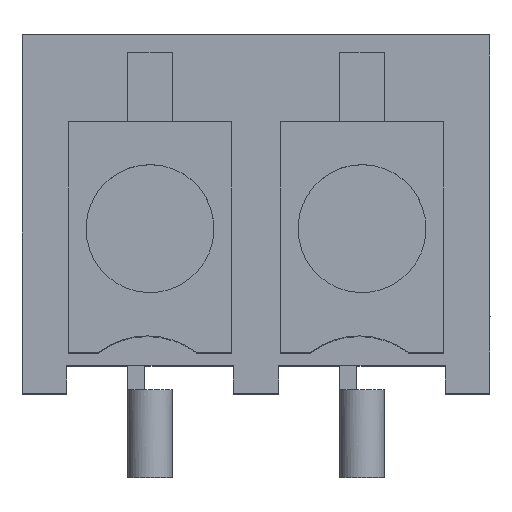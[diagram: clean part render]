
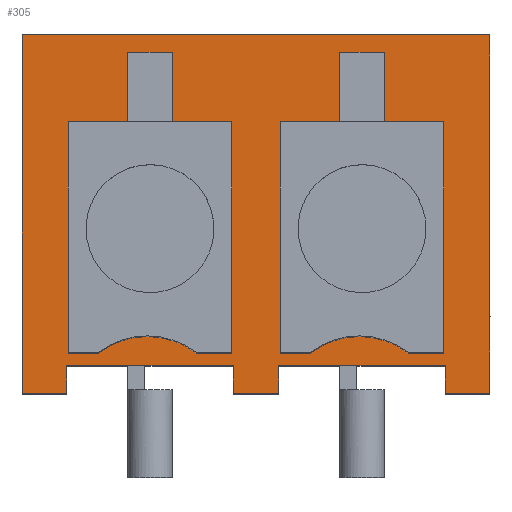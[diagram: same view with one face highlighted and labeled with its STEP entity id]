
A CAD part, top view. The second image highlights one B-rep face of the part: STEP entity #305.
In plain terms, the highlighted planar face has unit normal (0, 0, 1).
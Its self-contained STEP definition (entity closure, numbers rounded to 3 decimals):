
#105=AXIS2_PLACEMENT_3D('Plane Axis2P3D',#102,#103,#104) ;
#207=AXIS2_PLACEMENT_3D('Circle Axis2P3D',#205,#206,$) ;
#266=AXIS2_PLACEMENT_3D('Circle Axis2P3D',#264,#265,$) ;
#40=CARTESIAN_POINT('Vertex',(0.8,1.5,7.9)) ;
#45=CARTESIAN_POINT('Line Origine',(0.4,1.5,7.9)) ;
#49=CARTESIAN_POINT('Vertex',(0.,1.5,7.9)) ;
#87=CARTESIAN_POINT('Vertex',(0.8,2.,7.9)) ;
#90=CARTESIAN_POINT('Line Origine',(0.8,1.75,7.9)) ;
#102=CARTESIAN_POINT('Axis2P3D Location',(-4.85,0.,7.9)) ;
#107=CARTESIAN_POINT('Line Origine',(4.205,7.95,7.9)) ;
#111=CARTESIAN_POINT('Vertex',(8.41,7.95,7.9)) ;
#113=CARTESIAN_POINT('Vertex',(0.,7.95,7.9)) ;
#116=CARTESIAN_POINT('Line Origine',(0.,4.725,7.9)) ;
#121=CARTESIAN_POINT('Line Origine',(2.3,2.,7.9)) ;
#125=CARTESIAN_POINT('Vertex',(3.8,2.,7.9)) ;
#128=CARTESIAN_POINT('Line Origine',(3.8,1.75,7.9)) ;
#132=CARTESIAN_POINT('Vertex',(3.8,1.5,7.9)) ;
#135=CARTESIAN_POINT('Line Origine',(4.205,1.5,7.9)) ;
#139=CARTESIAN_POINT('Vertex',(4.61,1.5,7.9)) ;
#142=CARTESIAN_POINT('Line Origine',(4.61,1.75,7.9)) ;
#146=CARTESIAN_POINT('Vertex',(4.61,2.,7.9)) ;
#149=CARTESIAN_POINT('Line Origine',(6.11,2.,7.9)) ;
#153=CARTESIAN_POINT('Vertex',(7.61,2.,7.9)) ;
#156=CARTESIAN_POINT('Line Origine',(7.61,1.75,7.9)) ;
#160=CARTESIAN_POINT('Vertex',(7.61,1.5,7.9)) ;
#163=CARTESIAN_POINT('Line Origine',(8.01,1.5,7.9)) ;
#167=CARTESIAN_POINT('Vertex',(8.41,1.5,7.9)) ;
#170=CARTESIAN_POINT('Line Origine',(8.41,1.575,7.9)) ;
#174=CARTESIAN_POINT('Vertex',(8.41,1.65,7.9)) ;
#177=CARTESIAN_POINT('Line Origine',(8.41,4.45,7.9)) ;
#181=CARTESIAN_POINT('Vertex',(8.41,7.25,7.9)) ;
#184=CARTESIAN_POINT('Line Origine',(8.41,7.6,7.9)) ;
#205=CARTESIAN_POINT('Axis2P3D Location',(6.06,1.08,7.9)) ;
#209=CARTESIAN_POINT('Vertex',(5.18,2.222,7.9)) ;
#211=CARTESIAN_POINT('Vertex',(6.941,2.222,7.9)) ;
#214=CARTESIAN_POINT('Line Origine',(4.909,2.222,7.9)) ;
#218=CARTESIAN_POINT('Vertex',(4.637,2.222,7.9)) ;
#221=CARTESIAN_POINT('Line Origine',(4.637,4.296,7.9)) ;
#225=CARTESIAN_POINT('Vertex',(4.637,6.37,7.9)) ;
#228=CARTESIAN_POINT('Line Origine',(6.11,6.37,7.9)) ;
#232=CARTESIAN_POINT('Vertex',(7.583,6.37,7.9)) ;
#235=CARTESIAN_POINT('Line Origine',(7.583,4.296,7.9)) ;
#239=CARTESIAN_POINT('Vertex',(7.583,2.222,7.9)) ;
#242=CARTESIAN_POINT('Line Origine',(7.262,2.222,7.9)) ;
#255=CARTESIAN_POINT('Line Origine',(3.452,2.222,7.9)) ;
#259=CARTESIAN_POINT('Vertex',(3.131,2.222,7.9)) ;
#261=CARTESIAN_POINT('Vertex',(3.773,2.222,7.9)) ;
#264=CARTESIAN_POINT('Axis2P3D Location',(2.25,1.08,7.9)) ;
#268=CARTESIAN_POINT('Vertex',(1.37,2.222,7.9)) ;
#271=CARTESIAN_POINT('Line Origine',(1.099,2.222,7.9)) ;
#275=CARTESIAN_POINT('Vertex',(0.827,2.222,7.9)) ;
#278=CARTESIAN_POINT('Line Origine',(0.827,4.296,7.9)) ;
#282=CARTESIAN_POINT('Vertex',(0.827,6.37,7.9)) ;
#285=CARTESIAN_POINT('Line Origine',(2.3,6.37,7.9)) ;
#289=CARTESIAN_POINT('Vertex',(3.773,6.37,7.9)) ;
#292=CARTESIAN_POINT('Line Origine',(3.773,4.296,7.9)) ;
#46=DIRECTION('Vector Direction',(-1.,0.,0.)) ;
#91=DIRECTION('Vector Direction',(0.,1.,0.)) ;
#103=DIRECTION('Axis2P3D Direction',(0.,0.,1.)) ;
#104=DIRECTION('Axis2P3D XDirection',(1.,0.,0.)) ;
#108=DIRECTION('Vector Direction',(1.,0.,0.)) ;
#117=DIRECTION('Vector Direction',(0.,-1.,0.)) ;
#122=DIRECTION('Vector Direction',(1.,0.,0.)) ;
#129=DIRECTION('Vector Direction',(0.,-1.,0.)) ;
#136=DIRECTION('Vector Direction',(-1.,0.,0.)) ;
#143=DIRECTION('Vector Direction',(0.,1.,0.)) ;
#150=DIRECTION('Vector Direction',(1.,0.,0.)) ;
#157=DIRECTION('Vector Direction',(0.,-1.,0.)) ;
#164=DIRECTION('Vector Direction',(1.,0.,0.)) ;
#171=DIRECTION('Vector Direction',(0.,-1.,0.)) ;
#178=DIRECTION('Vector Direction',(0.,-1.,0.)) ;
#185=DIRECTION('Vector Direction',(0.,-1.,0.)) ;
#206=DIRECTION('Axis2P3D Direction',(0.,0.,1.)) ;
#215=DIRECTION('Vector Direction',(-1.,0.,0.)) ;
#222=DIRECTION('Vector Direction',(0.,1.,0.)) ;
#229=DIRECTION('Vector Direction',(-1.,0.,0.)) ;
#236=DIRECTION('Vector Direction',(0.,-1.,0.)) ;
#243=DIRECTION('Vector Direction',(-1.,0.,0.)) ;
#256=DIRECTION('Vector Direction',(-1.,0.,0.)) ;
#265=DIRECTION('Axis2P3D Direction',(0.,0.,1.)) ;
#272=DIRECTION('Vector Direction',(-1.,0.,0.)) ;
#279=DIRECTION('Vector Direction',(0.,1.,0.)) ;
#286=DIRECTION('Vector Direction',(-1.,0.,0.)) ;
#293=DIRECTION('Vector Direction',(0.,-1.,0.)) ;
#47=VECTOR('Line Direction',#46,1.) ;
#92=VECTOR('Line Direction',#91,1.) ;
#109=VECTOR('Line Direction',#108,1.) ;
#118=VECTOR('Line Direction',#117,1.) ;
#123=VECTOR('Line Direction',#122,1.) ;
#130=VECTOR('Line Direction',#129,1.) ;
#137=VECTOR('Line Direction',#136,1.) ;
#144=VECTOR('Line Direction',#143,1.) ;
#151=VECTOR('Line Direction',#150,1.) ;
#158=VECTOR('Line Direction',#157,1.) ;
#165=VECTOR('Line Direction',#164,1.) ;
#172=VECTOR('Line Direction',#171,1.) ;
#179=VECTOR('Line Direction',#178,1.) ;
#186=VECTOR('Line Direction',#185,1.) ;
#216=VECTOR('Line Direction',#215,1.) ;
#223=VECTOR('Line Direction',#222,1.) ;
#230=VECTOR('Line Direction',#229,1.) ;
#237=VECTOR('Line Direction',#236,1.) ;
#244=VECTOR('Line Direction',#243,1.) ;
#257=VECTOR('Line Direction',#256,1.) ;
#273=VECTOR('Line Direction',#272,1.) ;
#280=VECTOR('Line Direction',#279,1.) ;
#287=VECTOR('Line Direction',#286,1.) ;
#294=VECTOR('Line Direction',#293,1.) ;
#190=ORIENTED_EDGE('',*,*,#115,.T.) ;
#191=ORIENTED_EDGE('',*,*,#120,.T.) ;
#192=ORIENTED_EDGE('',*,*,#51,.T.) ;
#193=ORIENTED_EDGE('',*,*,#94,.T.) ;
#194=ORIENTED_EDGE('',*,*,#127,.T.) ;
#195=ORIENTED_EDGE('',*,*,#134,.T.) ;
#196=ORIENTED_EDGE('',*,*,#141,.T.) ;
#197=ORIENTED_EDGE('',*,*,#148,.T.) ;
#198=ORIENTED_EDGE('',*,*,#155,.T.) ;
#199=ORIENTED_EDGE('',*,*,#162,.T.) ;
#200=ORIENTED_EDGE('',*,*,#169,.T.) ;
#201=ORIENTED_EDGE('',*,*,#176,.T.) ;
#202=ORIENTED_EDGE('',*,*,#183,.F.) ;
#203=ORIENTED_EDGE('',*,*,#188,.T.) ;
#248=ORIENTED_EDGE('',*,*,#213,.F.) ;
#249=ORIENTED_EDGE('',*,*,#220,.F.) ;
#250=ORIENTED_EDGE('',*,*,#227,.F.) ;
#251=ORIENTED_EDGE('',*,*,#234,.F.) ;
#252=ORIENTED_EDGE('',*,*,#241,.F.) ;
#253=ORIENTED_EDGE('',*,*,#246,.F.) ;
#298=ORIENTED_EDGE('',*,*,#263,.F.) ;
#299=ORIENTED_EDGE('',*,*,#270,.F.) ;
#300=ORIENTED_EDGE('',*,*,#277,.F.) ;
#301=ORIENTED_EDGE('',*,*,#284,.F.) ;
#302=ORIENTED_EDGE('',*,*,#291,.F.) ;
#303=ORIENTED_EDGE('',*,*,#296,.F.) ;
#254=FACE_BOUND('',#247,.T.) ;
#304=FACE_BOUND('',#297,.T.) ;
#305=ADVANCED_FACE('HOUSING',(#204,#254,#304),#106,.T.) ;
#208=CIRCLE('generated circle',#207,1.442) ;
#267=CIRCLE('generated circle',#266,1.442) ;
#51=EDGE_CURVE('',#50,#41,#48,.F.) ;
#94=EDGE_CURVE('',#41,#88,#93,.T.) ;
#115=EDGE_CURVE('',#112,#114,#110,.F.) ;
#120=EDGE_CURVE('',#114,#50,#119,.T.) ;
#127=EDGE_CURVE('',#88,#126,#124,.T.) ;
#134=EDGE_CURVE('',#126,#133,#131,.T.) ;
#141=EDGE_CURVE('',#133,#140,#138,.F.) ;
#148=EDGE_CURVE('',#140,#147,#145,.T.) ;
#155=EDGE_CURVE('',#147,#154,#152,.T.) ;
#162=EDGE_CURVE('',#154,#161,#159,.T.) ;
#169=EDGE_CURVE('',#161,#168,#166,.T.) ;
#176=EDGE_CURVE('',#168,#175,#173,.F.) ;
#183=EDGE_CURVE('',#182,#175,#180,.T.) ;
#188=EDGE_CURVE('',#182,#112,#187,.F.) ;
#213=EDGE_CURVE('',#210,#212,#208,.F.) ;
#220=EDGE_CURVE('',#219,#210,#217,.F.) ;
#227=EDGE_CURVE('',#226,#219,#224,.F.) ;
#234=EDGE_CURVE('',#233,#226,#231,.T.) ;
#241=EDGE_CURVE('',#240,#233,#238,.F.) ;
#246=EDGE_CURVE('',#212,#240,#245,.F.) ;
#263=EDGE_CURVE('',#260,#262,#258,.F.) ;
#270=EDGE_CURVE('',#269,#260,#267,.F.) ;
#277=EDGE_CURVE('',#276,#269,#274,.F.) ;
#284=EDGE_CURVE('',#283,#276,#281,.F.) ;
#291=EDGE_CURVE('',#290,#283,#288,.T.) ;
#296=EDGE_CURVE('',#262,#290,#295,.F.) ;
#189=EDGE_LOOP('',(#190,#191,#192,#193,#194,#195,#196,#197,#198,#199,#200,#201,#202,#203)) ;
#247=EDGE_LOOP('',(#248,#249,#250,#251,#252,#253)) ;
#297=EDGE_LOOP('',(#298,#299,#300,#301,#302,#303)) ;
#204=FACE_OUTER_BOUND('',#189,.T.) ;
#48=LINE('Line',#45,#47) ;
#93=LINE('Line',#90,#92) ;
#110=LINE('Line',#107,#109) ;
#119=LINE('Line',#116,#118) ;
#124=LINE('Line',#121,#123) ;
#131=LINE('Line',#128,#130) ;
#138=LINE('Line',#135,#137) ;
#145=LINE('Line',#142,#144) ;
#152=LINE('Line',#149,#151) ;
#159=LINE('Line',#156,#158) ;
#166=LINE('Line',#163,#165) ;
#173=LINE('Line',#170,#172) ;
#180=LINE('Line',#177,#179) ;
#187=LINE('Line',#184,#186) ;
#217=LINE('Line',#214,#216) ;
#224=LINE('Line',#221,#223) ;
#231=LINE('Line',#228,#230) ;
#238=LINE('Line',#235,#237) ;
#245=LINE('Line',#242,#244) ;
#258=LINE('Line',#255,#257) ;
#274=LINE('Line',#271,#273) ;
#281=LINE('Line',#278,#280) ;
#288=LINE('Line',#285,#287) ;
#295=LINE('Line',#292,#294) ;
#106=PLANE('',#105) ;
#41=VERTEX_POINT('',#40) ;
#50=VERTEX_POINT('',#49) ;
#88=VERTEX_POINT('',#87) ;
#112=VERTEX_POINT('',#111) ;
#114=VERTEX_POINT('',#113) ;
#126=VERTEX_POINT('',#125) ;
#133=VERTEX_POINT('',#132) ;
#140=VERTEX_POINT('',#139) ;
#147=VERTEX_POINT('',#146) ;
#154=VERTEX_POINT('',#153) ;
#161=VERTEX_POINT('',#160) ;
#168=VERTEX_POINT('',#167) ;
#175=VERTEX_POINT('',#174) ;
#182=VERTEX_POINT('',#181) ;
#210=VERTEX_POINT('',#209) ;
#212=VERTEX_POINT('',#211) ;
#219=VERTEX_POINT('',#218) ;
#226=VERTEX_POINT('',#225) ;
#233=VERTEX_POINT('',#232) ;
#240=VERTEX_POINT('',#239) ;
#260=VERTEX_POINT('',#259) ;
#262=VERTEX_POINT('',#261) ;
#269=VERTEX_POINT('',#268) ;
#276=VERTEX_POINT('',#275) ;
#283=VERTEX_POINT('',#282) ;
#290=VERTEX_POINT('',#289) ;
